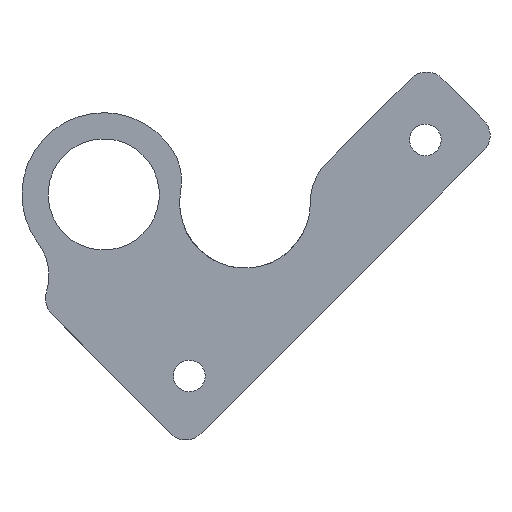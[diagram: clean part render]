
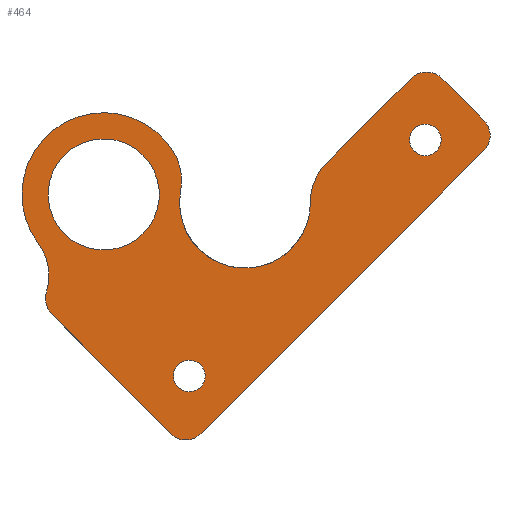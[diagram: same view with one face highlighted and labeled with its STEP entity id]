
A CAD part, left-side view. The second image highlights one B-rep face of the part: STEP entity #464.
In plain terms, the highlighted planar face has unit normal (-1, 0, 0).
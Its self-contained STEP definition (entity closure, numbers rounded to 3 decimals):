
#90=CIRCLE('',#590,2.);
#91=CIRCLE('',#591,2.);
#92=CIRCLE('',#592,2.);
#93=CIRCLE('',#593,5.);
#94=CIRCLE('',#594,6.);
#95=CIRCLE('',#595,5.);
#96=CIRCLE('',#596,7.5);
#97=CIRCLE('',#597,5.);
#98=CIRCLE('',#598,2.);
#99=CIRCLE('',#599,5.1);
#100=CIRCLE('',#600,1.45);
#101=CIRCLE('',#601,1.45);
#119=ORIENTED_EDGE('',*,*,#233,.T.);
#120=ORIENTED_EDGE('',*,*,#234,.T.);
#121=ORIENTED_EDGE('',*,*,#235,.T.);
#122=ORIENTED_EDGE('',*,*,#236,.T.);
#123=ORIENTED_EDGE('',*,*,#237,.F.);
#124=ORIENTED_EDGE('',*,*,#238,.T.);
#125=ORIENTED_EDGE('',*,*,#239,.F.);
#126=ORIENTED_EDGE('',*,*,#240,.T.);
#127=ORIENTED_EDGE('',*,*,#241,.F.);
#128=ORIENTED_EDGE('',*,*,#242,.T.);
#129=ORIENTED_EDGE('',*,*,#243,.F.);
#130=ORIENTED_EDGE('',*,*,#244,.F.);
#131=ORIENTED_EDGE('',*,*,#245,.T.);
#132=ORIENTED_EDGE('',*,*,#246,.F.);
#133=ORIENTED_EDGE('',*,*,#247,.F.);
#134=ORIENTED_EDGE('',*,*,#248,.F.);
#233=EDGE_CURVE('',#290,#291,#330,.F.);
#234=EDGE_CURVE('',#291,#292,#90,.F.);
#235=EDGE_CURVE('',#292,#293,#331,.T.);
#236=EDGE_CURVE('',#293,#294,#91,.F.);
#237=EDGE_CURVE('',#295,#294,#332,.T.);
#238=EDGE_CURVE('',#295,#296,#92,.F.);
#239=EDGE_CURVE('',#297,#296,#333,.T.);
#240=EDGE_CURVE('',#297,#298,#93,.F.);
#241=EDGE_CURVE('',#299,#298,#94,.T.);
#242=EDGE_CURVE('',#299,#300,#95,.F.);
#243=EDGE_CURVE('',#301,#300,#96,.T.);
#244=EDGE_CURVE('',#302,#301,#97,.F.);
#245=EDGE_CURVE('',#302,#290,#98,.F.);
#246=EDGE_CURVE('',#303,#303,#99,.F.);
#247=EDGE_CURVE('',#304,#304,#100,.F.);
#248=EDGE_CURVE('',#305,#305,#101,.F.);
#290=VERTEX_POINT('',#813);
#291=VERTEX_POINT('',#814);
#292=VERTEX_POINT('',#816);
#293=VERTEX_POINT('',#818);
#294=VERTEX_POINT('',#820);
#295=VERTEX_POINT('',#822);
#296=VERTEX_POINT('',#824);
#297=VERTEX_POINT('',#826);
#298=VERTEX_POINT('',#828);
#299=VERTEX_POINT('',#830);
#300=VERTEX_POINT('',#832);
#301=VERTEX_POINT('',#834);
#302=VERTEX_POINT('',#836);
#303=VERTEX_POINT('',#839);
#304=VERTEX_POINT('',#841);
#305=VERTEX_POINT('',#843);
#330=LINE('',#812,#354);
#331=LINE('',#817,#355);
#332=LINE('',#821,#356);
#333=LINE('',#825,#357);
#354=VECTOR('',#658,1000.);
#355=VECTOR('',#661,1000.);
#356=VECTOR('',#664,1000.);
#357=VECTOR('',#667,1000.);
#378=EDGE_LOOP('',(#119,#120,#121,#122,#123,#124,#125,#126,#127,#128,#129,
#130,#131));
#379=EDGE_LOOP('',(#132));
#380=EDGE_LOOP('',(#133));
#381=EDGE_LOOP('',(#134));
#409=FACE_BOUND('',#378,.T.);
#410=FACE_BOUND('',#379,.T.);
#411=FACE_BOUND('',#380,.T.);
#412=FACE_BOUND('',#381,.T.);
#440=PLANE('',#589);
#464=ADVANCED_FACE('',(#409,#410,#411,#412),#440,.F.);
#589=AXIS2_PLACEMENT_3D('',#811,#656,#657);
#590=AXIS2_PLACEMENT_3D('',#815,#659,#660);
#591=AXIS2_PLACEMENT_3D('',#819,#662,#663);
#592=AXIS2_PLACEMENT_3D('',#823,#665,#666);
#593=AXIS2_PLACEMENT_3D('',#827,#668,#669);
#594=AXIS2_PLACEMENT_3D('',#829,#670,#671);
#595=AXIS2_PLACEMENT_3D('',#831,#672,#673);
#596=AXIS2_PLACEMENT_3D('',#833,#674,#675);
#597=AXIS2_PLACEMENT_3D('',#835,#676,#677);
#598=AXIS2_PLACEMENT_3D('',#837,#678,#679);
#599=AXIS2_PLACEMENT_3D('',#838,#680,#681);
#600=AXIS2_PLACEMENT_3D('',#840,#682,#683);
#601=AXIS2_PLACEMENT_3D('',#842,#684,#685);
#656=DIRECTION('',(1.,0.,0.));
#657=DIRECTION('',(0.,-0.171,-0.985));
#658=DIRECTION('',(0.,0.703,0.711));
#659=DIRECTION('',(1.,0.,0.));
#660=DIRECTION('',(0.,0.707,-0.707));
#661=DIRECTION('',(0.,-0.707,0.707));
#662=DIRECTION('',(1.,0.,0.));
#663=DIRECTION('',(0.,0.707,-0.707));
#664=DIRECTION('',(0.,-0.707,-0.707));
#665=DIRECTION('',(1.,0.,0.));
#666=DIRECTION('',(0.,0.707,-0.707));
#667=DIRECTION('',(0.,-0.707,0.707));
#668=DIRECTION('',(1.,0.,0.));
#669=DIRECTION('',(0.,0.707,-0.707));
#670=DIRECTION('',(-1.,0.,0.));
#671=DIRECTION('',(0.,-0.171,-0.985));
#672=DIRECTION('',(1.,0.,0.));
#673=DIRECTION('',(0.,0.707,-0.707));
#674=DIRECTION('',(1.,0.,0.));
#675=DIRECTION('',(0.,-0.242,-0.97));
#676=DIRECTION('',(1.,0.,0.));
#677=DIRECTION('',(0.,0.707,-0.707));
#678=DIRECTION('',(1.,0.,0.));
#679=DIRECTION('',(0.,0.707,-0.707));
#680=DIRECTION('',(1.,0.,0.));
#681=DIRECTION('',(0.,0.707,-0.707));
#682=DIRECTION('',(1.,0.,0.));
#683=DIRECTION('',(0.,0.707,-0.707));
#684=DIRECTION('',(1.,0.,0.));
#685=DIRECTION('',(0.,0.707,-0.707));
#811=CARTESIAN_POINT('',(195.75,512.605,-442.9));
#812=CARTESIAN_POINT('',(195.75,517.142,-447.383));
#813=CARTESIAN_POINT('',(195.75,526.788,-437.622));
#814=CARTESIAN_POINT('',(195.75,515.94,-448.598));
#815=CARTESIAN_POINT('',(195.75,514.518,-447.192));
#816=CARTESIAN_POINT('',(195.75,513.104,-448.607));
#817=CARTESIAN_POINT('',(195.75,510.001,-445.504));
#818=CARTESIAN_POINT('',(195.75,487.177,-422.68));
#819=CARTESIAN_POINT('',(195.75,488.591,-421.265));
#820=CARTESIAN_POINT('',(195.75,487.177,-419.851));
#821=CARTESIAN_POINT('',(195.75,490.145,-416.883));
#822=CARTESIAN_POINT('',(195.75,491.004,-416.024));
#823=CARTESIAN_POINT('',(195.75,492.419,-417.438));
#824=CARTESIAN_POINT('',(195.75,493.833,-416.024));
#825=CARTESIAN_POINT('',(195.75,516.657,-438.848));
#826=CARTESIAN_POINT('',(195.75,501.606,-423.797));
#827=CARTESIAN_POINT('',(195.75,498.071,-427.333));
#828=CARTESIAN_POINT('',(195.75,503.071,-427.38));
#829=CARTESIAN_POINT('',(195.75,509.07,-427.437));
#830=CARTESIAN_POINT('',(195.75,514.966,-426.324));
#831=CARTESIAN_POINT('',(195.75,519.879,-425.397));
#832=CARTESIAN_POINT('',(195.75,515.582,-422.841));
#833=CARTESIAN_POINT('',(195.75,522.028,-426.674));
#834=CARTESIAN_POINT('',(195.75,528.042,-431.156));
#835=CARTESIAN_POINT('',(195.75,532.051,-434.144));
#836=CARTESIAN_POINT('',(195.75,527.275,-435.624));
#837=CARTESIAN_POINT('',(195.75,525.365,-436.216));
#838=CARTESIAN_POINT('',(195.75,522.028,-426.674));
#839=CARTESIAN_POINT('',(195.75,525.635,-430.281));
#840=CARTESIAN_POINT('',(195.75,514.181,-443.32));
#841=CARTESIAN_POINT('',(195.75,515.206,-444.345));
#842=CARTESIAN_POINT('',(195.75,492.532,-421.671));
#843=CARTESIAN_POINT('',(195.75,493.557,-422.696));
